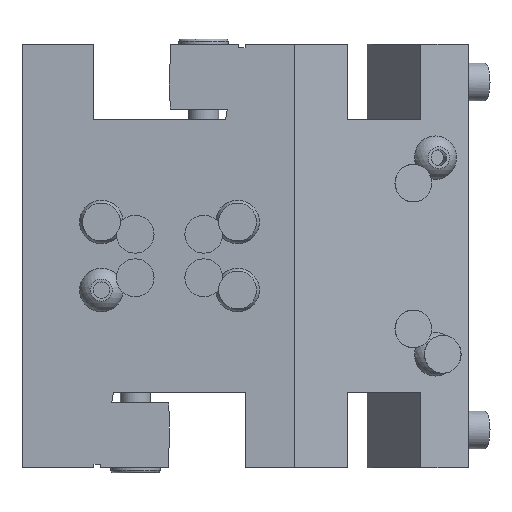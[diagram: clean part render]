
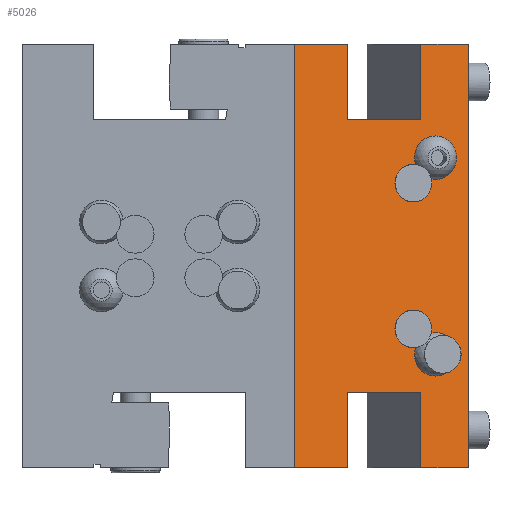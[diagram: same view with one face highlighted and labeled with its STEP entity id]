
A CAD part, left-side view. The second image highlights one B-rep face of the part: STEP entity #5026.
In plain terms, the highlighted planar face has unit normal (-0.966, -0.259, 0).
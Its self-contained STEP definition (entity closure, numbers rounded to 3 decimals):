
#9=DIRECTION('',(0.259,-0.966,0.));
#10=VECTOR('',#9,12.982);
#11=CARTESIAN_POINT('',(-53.034,-66.461,-56.));
#12=LINE('',#11,#10);
#1113=DIRECTION('',(0.259,-0.966,0.));
#1114=VECTOR('',#1113,14.641);
#1115=CARTESIAN_POINT('',(-62.,-33.,56.));
#1116=LINE('',#1115,#1114);
#1137=DIRECTION('',(0.259,-0.966,0.));
#1138=VECTOR('',#1137,12.982);
#1139=CARTESIAN_POINT('',(-53.034,-66.461,56.));
#1140=LINE('',#1139,#1138);
#1157=DIRECTION('',(-0.259,0.966,0.));
#1158=VECTOR('',#1157,20.);
#1159=CARTESIAN_POINT('',(-53.034,-66.461,-36.));
#1160=LINE('',#1159,#1158);
#1161=DIRECTION('',(0.,0.,1.));
#1162=VECTOR('',#1161,20.);
#1163=CARTESIAN_POINT('',(-58.211,-47.142,-56.));
#1164=LINE('',#1163,#1162);
#1165=DIRECTION('',(0.,0.,1.));
#1166=VECTOR('',#1165,112.);
#1167=CARTESIAN_POINT('',(-62.,-33.,-56.));
#1168=LINE('',#1167,#1166);
#1169=DIRECTION('',(0.,0.,-1.));
#1170=VECTOR('',#1169,20.);
#1171=CARTESIAN_POINT('',(-58.211,-47.142,56.));
#1172=LINE('',#1171,#1170);
#1173=DIRECTION('',(-0.259,0.966,0.));
#1174=VECTOR('',#1173,20.);
#1175=CARTESIAN_POINT('',(-53.034,-66.461,36.));
#1176=LINE('',#1175,#1174);
#1177=DIRECTION('',(0.,0.,-1.));
#1178=VECTOR('',#1177,20.);
#1179=CARTESIAN_POINT('',(-53.034,-66.461,56.));
#1180=LINE('',#1179,#1178);
#1181=DIRECTION('',(0.,0.,1.));
#1182=VECTOR('',#1181,20.);
#1183=CARTESIAN_POINT('',(-53.034,-66.461,-56.));
#1184=LINE('',#1183,#1182);
#1185=CARTESIAN_POINT('',(-51.999,-70.324,26.));
#1186=DIRECTION('',(-0.966,-0.259,0.));
#1187=DIRECTION('',(0.259,-0.966,0.));
#1188=AXIS2_PLACEMENT_3D('',#1185,#1186,#1187);
#1190=CARTESIAN_POINT('',(-51.999,-70.324,26.));
#1191=DIRECTION('',(-0.966,-0.259,0.));
#1192=DIRECTION('',(-0.259,0.966,0.));
#1193=AXIS2_PLACEMENT_3D('',#1190,#1191,#1192);
#1195=CARTESIAN_POINT('',(-51.999,-70.324,-26.));
#1196=DIRECTION('',(-0.966,-0.259,0.));
#1197=DIRECTION('',(0.259,-0.966,0.));
#1198=AXIS2_PLACEMENT_3D('',#1195,#1196,#1197);
#1200=CARTESIAN_POINT('',(-51.999,-70.324,-26.));
#1201=DIRECTION('',(-0.966,-0.259,0.));
#1202=DIRECTION('',(-0.259,0.966,0.));
#1203=AXIS2_PLACEMENT_3D('',#1200,#1201,#1202);
#1205=CARTESIAN_POINT('',(-53.738,-63.836,
-19.282));
#1206=DIRECTION('',(0.966,0.259,0.));
#1207=DIRECTION('',(0.,0.,1.));
#1208=AXIS2_PLACEMENT_3D('',#1205,#1206,#1207);
#1210=CARTESIAN_POINT('',(-53.738,-63.836,
-19.282));
#1211=DIRECTION('',(0.966,0.259,0.));
#1212=DIRECTION('',(0.,0.,-1.));
#1213=AXIS2_PLACEMENT_3D('',#1210,#1211,#1212);
#1215=CARTESIAN_POINT('',(-53.738,-63.836,
19.282));
#1216=DIRECTION('',(0.966,0.259,0.));
#1217=DIRECTION('',(0.,0.,1.));
#1218=AXIS2_PLACEMENT_3D('',#1215,#1216,#1217);
#1220=CARTESIAN_POINT('',(-53.738,-63.836,
19.282));
#1221=DIRECTION('',(0.966,0.259,0.));
#1222=DIRECTION('',(0.,0.,-1.));
#1223=AXIS2_PLACEMENT_3D('',#1220,#1221,#1222);
#1241=DIRECTION('',(0.259,-0.966,0.));
#1242=VECTOR('',#1241,14.641);
#1243=CARTESIAN_POINT('',(-62.,-33.,-56.));
#1244=LINE('',#1243,#1242);
#1253=DIRECTION('',(0.,0.,1.));
#1254=VECTOR('',#1253,112.);
#1255=CARTESIAN_POINT('',(-49.674,-79.,-56.));
#1256=LINE('',#1255,#1254);
#2731=CARTESIAN_POINT('',(-49.674,-79.,-56.));
#2733=VERTEX_POINT('',#2731);
#2735=CARTESIAN_POINT('',(-49.674,-79.,56.));
#2737=VERTEX_POINT('',#2735);
#2743=CARTESIAN_POINT('',(-62.,-33.,-56.));
#2744=CARTESIAN_POINT('',(-62.,-33.,56.));
#2745=VERTEX_POINT('',#2743);
#2746=VERTEX_POINT('',#2744);
#2770=CARTESIAN_POINT('',(-58.211,-47.142,56.));
#2772=VERTEX_POINT('',#2770);
#2777=CARTESIAN_POINT('',(-53.034,-66.461,36.));
#2778=CARTESIAN_POINT('',(-58.211,-47.142,36.));
#2779=VERTEX_POINT('',#2777);
#2780=VERTEX_POINT('',#2778);
#2781=CARTESIAN_POINT('',(-53.034,-66.461,56.));
#2782=VERTEX_POINT('',#2781);
#2785=CARTESIAN_POINT('',(-53.034,-66.461,-36.));
#2786=CARTESIAN_POINT('',(-58.211,-47.142,-36.));
#2787=VERTEX_POINT('',#2785);
#2788=VERTEX_POINT('',#2786);
#2789=CARTESIAN_POINT('',(-58.211,-47.142,-56.));
#2790=VERTEX_POINT('',#2789);
#2791=CARTESIAN_POINT('',(-53.034,-66.461,-56.));
#2792=VERTEX_POINT('',#2791);
#2975=CARTESIAN_POINT('',(-50.51,-75.882,26.));
#2976=CARTESIAN_POINT('',(-53.488,-64.766,26.));
#2977=VERTEX_POINT('',#2975);
#2978=VERTEX_POINT('',#2976);
#2987=CARTESIAN_POINT('',(-50.51,-75.882,-26.));
#2988=CARTESIAN_POINT('',(-53.488,-64.766,-26.));
#2989=VERTEX_POINT('',#2987);
#2990=VERTEX_POINT('',#2988);
#3047=CARTESIAN_POINT('',(-53.738,-63.836,
-16.582));
#3048=CARTESIAN_POINT('',(-53.738,-63.836,
-21.982));
#3049=VERTEX_POINT('',#3047);
#3050=VERTEX_POINT('',#3048);
#3059=CARTESIAN_POINT('',(-53.738,-63.836,
21.982));
#3060=CARTESIAN_POINT('',(-53.738,-63.836,
16.582));
#3061=VERTEX_POINT('',#3059);
#3062=VERTEX_POINT('',#3060);
#4979=CARTESIAN_POINT('',(-62.,-33.,-56.));
#4980=DIRECTION('',(-0.966,-0.259,0.));
#4981=DIRECTION('',(0.259,-0.966,0.));
#4982=AXIS2_PLACEMENT_3D('',#4979,#4980,#4981);
#4983=PLANE('',#4982);
#4984=ORIENTED_EDGE('',*,*,#3682,.T.);
#4986=ORIENTED_EDGE('',*,*,#4985,.F.);
#4988=ORIENTED_EDGE('',*,*,#4987,.F.);
#4989=ORIENTED_EDGE('',*,*,#3788,.T.);
#4990=ORIENTED_EDGE('',*,*,#4913,.T.);
#4991=ORIENTED_EDGE('',*,*,#4930,.T.);
#4992=ORIENTED_EDGE('',*,*,#4943,.F.);
#4993=ORIENTED_EDGE('',*,*,#4956,.F.);
#4994=ORIENTED_EDGE('',*,*,#4968,.T.);
#4996=ORIENTED_EDGE('',*,*,#4995,.F.);
#4997=ORIENTED_EDGE('',*,*,#3522,.F.);
#4999=ORIENTED_EDGE('',*,*,#4998,.T.);
#5000=EDGE_LOOP('',(#4984,#4986,#4988,#4989,#4990,#4991,#4992,#4993,#4994,#4996,
#4997,#4999));
#5001=FACE_OUTER_BOUND('',#5000,.F.);
#5003=ORIENTED_EDGE('',*,*,#5002,.T.);
#5005=ORIENTED_EDGE('',*,*,#5004,.T.);
#5006=EDGE_LOOP('',(#5003,#5005));
#5007=FACE_BOUND('',#5006,.F.);
#5009=ORIENTED_EDGE('',*,*,#5008,.T.);
#5011=ORIENTED_EDGE('',*,*,#5010,.T.);
#5012=EDGE_LOOP('',(#5009,#5011));
#5013=FACE_BOUND('',#5012,.F.);
#5015=ORIENTED_EDGE('',*,*,#5014,.F.);
#5017=ORIENTED_EDGE('',*,*,#5016,.F.);
#5018=EDGE_LOOP('',(#5015,#5017));
#5019=FACE_BOUND('',#5018,.F.);
#5021=ORIENTED_EDGE('',*,*,#5020,.F.);
#5023=ORIENTED_EDGE('',*,*,#5022,.F.);
#5024=EDGE_LOOP('',(#5021,#5023));
#5025=FACE_BOUND('',#5024,.F.);
#5026=ADVANCED_FACE('',(#5001,#5007,#5013,#5019,#5025),#4983,.T.);
#1189=CIRCLE('',#1188,5.754);
#1194=CIRCLE('',#1193,5.754);
#1199=CIRCLE('',#1198,5.754);
#1204=CIRCLE('',#1203,5.754);
#1209=CIRCLE('',#1208,2.7);
#1214=CIRCLE('',#1213,2.7);
#1219=CIRCLE('',#1218,2.7);
#1224=CIRCLE('',#1223,2.7);
#3522=EDGE_CURVE('',#2792,#2733,#12,.T.);
#3682=EDGE_CURVE('',#2787,#2788,#1160,.T.);
#3788=EDGE_CURVE('',#2745,#2746,#1168,.T.);
#4913=EDGE_CURVE('',#2746,#2772,#1116,.T.);
#4930=EDGE_CURVE('',#2772,#2780,#1172,.T.);
#4943=EDGE_CURVE('',#2779,#2780,#1176,.T.);
#4956=EDGE_CURVE('',#2782,#2779,#1180,.T.);
#4968=EDGE_CURVE('',#2782,#2737,#1140,.T.);
#4985=EDGE_CURVE('',#2790,#2788,#1164,.T.);
#4987=EDGE_CURVE('',#2745,#2790,#1244,.T.);
#4995=EDGE_CURVE('',#2733,#2737,#1256,.T.);
#4998=EDGE_CURVE('',#2792,#2787,#1184,.T.);
#5002=EDGE_CURVE('',#2977,#2978,#1189,.T.);
#5004=EDGE_CURVE('',#2978,#2977,#1194,.T.);
#5008=EDGE_CURVE('',#2989,#2990,#1199,.T.);
#5010=EDGE_CURVE('',#2990,#2989,#1204,.T.);
#5014=EDGE_CURVE('',#3049,#3050,#1209,.T.);
#5016=EDGE_CURVE('',#3050,#3049,#1214,.T.);
#5020=EDGE_CURVE('',#3061,#3062,#1219,.T.);
#5022=EDGE_CURVE('',#3062,#3061,#1224,.T.);
